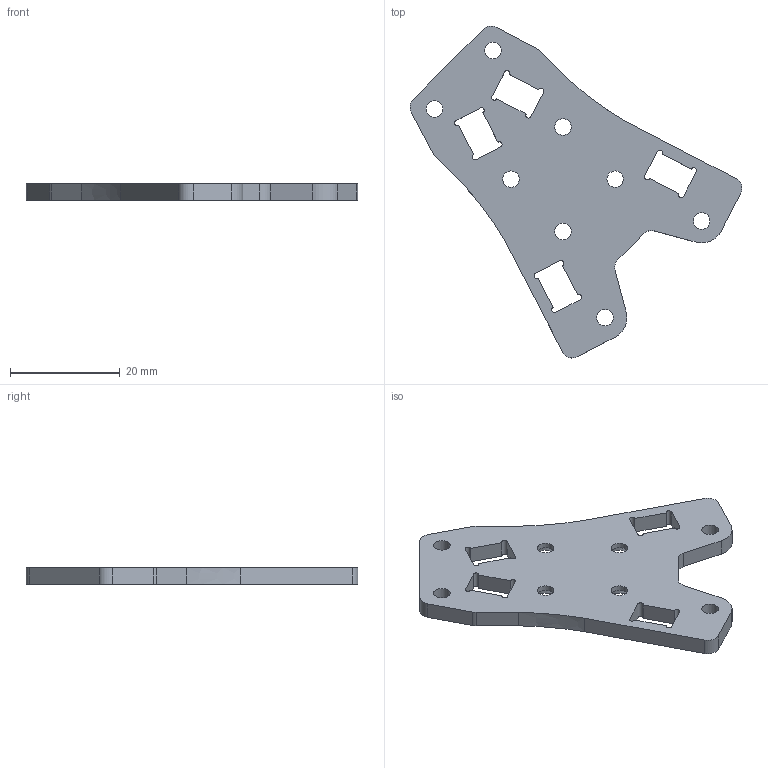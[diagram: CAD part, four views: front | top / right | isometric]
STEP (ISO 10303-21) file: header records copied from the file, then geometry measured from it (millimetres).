
FILE_DESCRIPTION(/* description */ (''),/* implementation_level */ '2;1');
FILE_NAME(/* name */ 'MotorMountPlate.step',/* time_stamp */ '2023-05-23T22:10:07+08:00',/* author */ (''),/* organization */ (''),/* preprocessor_version */ 'ST-DEVELOPER v19.2',/* originating_system */ 'Autodesk Translation Framework v12.4.0.73',/* authorisation */ '');
FILE_SCHEMA (('AUTOMOTIVE_DESIGN { 1 0 10303 214 3 1 1 }'));
Length unit declared in the file: millimetre
Products named in the file (1): MotorMount
Bounding box: 60.48 x 60.48 x 3 mm (x, y, z)
Volume: 4253.9 mm3; surface area: 4010 mm2
Topology: 1 solids, 1 shells, 70 faces, 200 edges, 132 vertices
Faces by surface type: cylinder 34, plane 30, cone 4, bspline 2
Full cylindrical faces by diameter (mm): 3 x8
Entity records: 2484 total; most frequent: CARTESIAN_POINT 517, DIRECTION 402, ORIENTED_EDGE 400, EDGE_CURVE 200, AXIS2_PLACEMENT_3D 141, VERTEX_POINT 132, LINE 120, VECTOR 120
